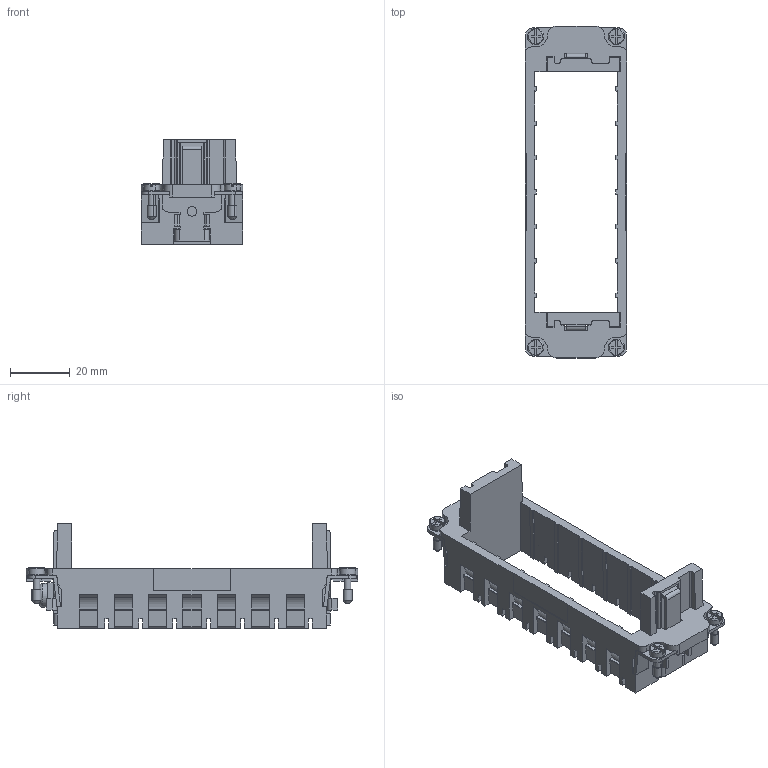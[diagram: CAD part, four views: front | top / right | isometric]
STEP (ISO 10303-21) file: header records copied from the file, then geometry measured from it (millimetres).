
FILE_DESCRIPTION(('CATIA V5 STEP Exchange','CAx-IF Rec.Pracs.--- Model Styling and Organization---1.2---2011-12-15'),'2;1');
FILE_NAME ('020630-3_1', '2018-10-03T10:51:50+00:00', ('none'), ('Weidmueller'), 'CATIA Version 5-6 Release 2014', 'CATIA V5 STEP AP214', 'none');
FILE_SCHEMA(('AUTOMOTIVE_DESIGN { 1 0 10303 214 1 1 1 1 }'));
Length unit declared in the file: millimetre
Products named in the file (1): 1758550000
Bounding box: 34 x 111 x 35 mm (x, y, z)
Volume: 19332.8 mm3; surface area: 20092.8 mm2
Topology: 9 solids, 9 shells, 769 faces, 2250 edges, 1502 vertices
Faces by surface type: plane 605, cylinder 136, torus 18, cone 10
Entity records: 23107 total; most frequent: ORIENTED_EDGE 4500, CARTESIAN_POINT 4234, DIRECTION 2982, EDGE_CURVE 2250, VECTOR 1860, LINE 1860, VERTEX_POINT 1502, EDGE_LOOP 792
